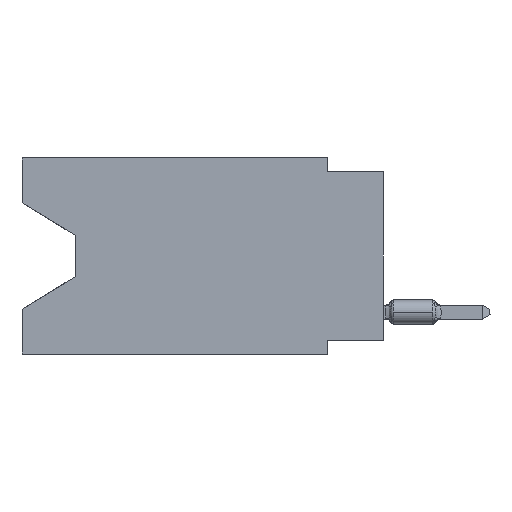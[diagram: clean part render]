
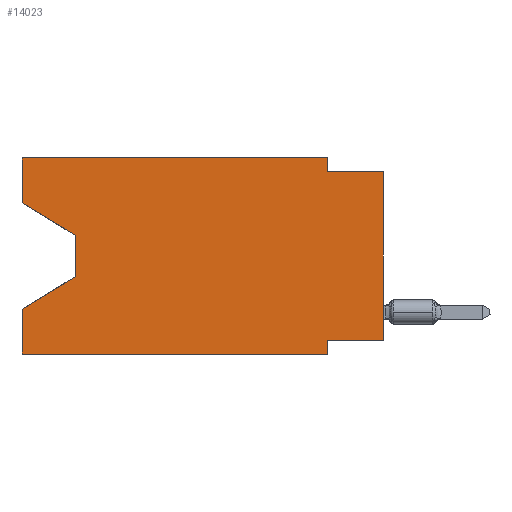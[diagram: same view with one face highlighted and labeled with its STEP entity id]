
A CAD part, left-side view. The second image highlights one B-rep face of the part: STEP entity #14023.
In plain terms, the highlighted planar face has unit normal (-1, 0, 0).
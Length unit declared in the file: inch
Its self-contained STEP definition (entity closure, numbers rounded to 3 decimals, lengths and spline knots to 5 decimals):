
#487 = LINE ( 'NONE', #3793, #13361 ) ;
#683 = CARTESIAN_POINT ( 'NONE',  ( 0., 0.645, -0.08025 ) ) ;
#826 = ORIENTED_EDGE ( 'NONE', *, *, #8295, .T. ) ;
#841 = CARTESIAN_POINT ( 'NONE',  ( 0., 0.1, -0.325 ) ) ;
#901 = ORIENTED_EDGE ( 'NONE', *, *, #6663, .F. ) ;
#914 = LINE ( 'NONE', #2615, #20563 ) ;
#1447 = DIRECTION ( 'NONE',  ( 0., -1., 0. ) ) ;
#1675 = LINE ( 'NONE', #12756, #13705 ) ;
#1703 = VECTOR ( 'NONE', #6834, 39.37008 ) ;
#1721 = ORIENTED_EDGE ( 'NONE', *, *, #19252, .F. ) ;
#2285 = EDGE_CURVE ( 'NONE', #18258, #16936, #9615, .T. ) ;
#2415 = VERTEX_POINT ( 'NONE', #18282 ) ;
#2615 = CARTESIAN_POINT ( 'NONE',  ( 0., 0.645, 0. ) ) ;
#2629 = ORIENTED_EDGE ( 'NONE', *, *, #5785, .F. ) ;
#2775 = CARTESIAN_POINT ( 'NONE',  ( 0., 0.1, 0. ) ) ;
#2899 = ORIENTED_EDGE ( 'NONE', *, *, #11585, .T. ) ;
#3144 = VECTOR ( 'NONE', #21235, 39.37008 ) ;
#3724 = CARTESIAN_POINT ( 'NONE',  ( 0., 0.55, -0.138 ) ) ;
#3745 = CARTESIAN_POINT ( 'NONE',  ( 0., 0.55, -0.138 ) ) ;
#3793 = CARTESIAN_POINT ( 'NONE',  ( 0., 0., -0.325 ) ) ;
#3836 = DIRECTION ( 'NONE',  ( 0., 0., -1. ) ) ;
#4092 = VECTOR ( 'NONE', #15302, 39.37008 ) ;
#4272 = CARTESIAN_POINT ( 'NONE',  ( 0., 0.645, -0.26975 ) ) ;
#4327 = EDGE_CURVE ( 'NONE', #10658, #16936, #11693, .T. ) ;
#4883 = EDGE_LOOP ( 'NONE', ( #2899, #15040, #826, #1721, #20724, #2629, #7936, #18710, #5004, #19201, #12257, #901 ) ) ;
#4963 = VECTOR ( 'NONE', #3836, 39.37008 ) ;
#5004 = ORIENTED_EDGE ( 'NONE', *, *, #2285, .F. ) ;
#5118 = CARTESIAN_POINT ( 'NONE',  ( 0., 0.645, -0.35 ) ) ;
#5413 = CARTESIAN_POINT ( 'NONE',  ( 0., 0.645, 0. ) ) ;
#5505 = EDGE_CURVE ( 'NONE', #2415, #7466, #8458, .T. ) ;
#5528 = DIRECTION ( 'NONE',  ( 0., 0., -1. ) ) ;
#5598 = VERTEX_POINT ( 'NONE', #841 ) ;
#5696 = VECTOR ( 'NONE', #15874, 39.37008 ) ;
#5785 = EDGE_CURVE ( 'NONE', #5598, #7466, #1675, .T. ) ;
#5813 = EDGE_CURVE ( 'NONE', #10658, #5598, #487, .T. ) ;
#6354 = AXIS2_PLACEMENT_3D ( 'NONE', #5413, #15523, #5528 ) ;
#6494 = VERTEX_POINT ( 'NONE', #10872 ) ;
#6514 = CARTESIAN_POINT ( 'NONE',  ( 0., 0.55, -0.212 ) ) ;
#6663 = EDGE_CURVE ( 'NONE', #13894, #7031, #20087, .T. ) ;
#6834 = DIRECTION ( 'NONE',  ( 0., -1., 0. ) ) ;
#6853 = LINE ( 'NONE', #3724, #4963 ) ;
#7031 = VERTEX_POINT ( 'NONE', #16588 ) ;
#7426 = VECTOR ( 'NONE', #1447, 39.37008 ) ;
#7466 = VERTEX_POINT ( 'NONE', #14865 ) ;
#7936 = ORIENTED_EDGE ( 'NONE', *, *, #5813, .F. ) ;
#8280 = VERTEX_POINT ( 'NONE', #4272 ) ;
#8295 = EDGE_CURVE ( 'NONE', #6494, #8280, #9963, .T. ) ;
#8458 = LINE ( 'NONE', #5118, #1703 ) ;
#8662 = DIRECTION ( 'NONE',  ( 0., 0., 1. ) ) ;
#8682 = VERTEX_POINT ( 'NONE', #16575 ) ;
#9053 = VECTOR ( 'NONE', #17200, 39.37008 ) ;
#9615 = LINE ( 'NONE', #16146, #7426 ) ;
#9963 = LINE ( 'NONE', #6514, #3144 ) ;
#10658 = VERTEX_POINT ( 'NONE', #16124 ) ;
#10872 = CARTESIAN_POINT ( 'NONE',  ( 0., 0.55, -0.212 ) ) ;
#11575 = CARTESIAN_POINT ( 'NONE',  ( 0., 0.645, -0.08025 ) ) ;
#11585 = EDGE_CURVE ( 'NONE', #13894, #12075, #13675, .T. ) ;
#11693 = LINE ( 'NONE', #12111, #12822 ) ;
#11993 = CARTESIAN_POINT ( 'NONE',  ( 0., 0.645, 0. ) ) ;
#12075 = VERTEX_POINT ( 'NONE', #3745 ) ;
#12111 = CARTESIAN_POINT ( 'NONE',  ( 0., 0., 0. ) ) ;
#12198 = FACE_OUTER_BOUND ( 'NONE', #4883, .T. ) ;
#12257 = ORIENTED_EDGE ( 'NONE', *, *, #20915, .F. ) ;
#12665 = CARTESIAN_POINT ( 'NONE',  ( 0., 0., -0.025 ) ) ;
#12756 = CARTESIAN_POINT ( 'NONE',  ( 0., 0.1, -0.35 ) ) ;
#12822 = VECTOR ( 'NONE', #8662, 39.37008 ) ;
#13361 = VECTOR ( 'NONE', #20138, 39.37008 ) ;
#13491 = PLANE ( 'NONE',  #6354 ) ;
#13675 = LINE ( 'NONE', #683, #9053 ) ;
#13705 = VECTOR ( 'NONE', #19610, 39.37008 ) ;
#13894 = VERTEX_POINT ( 'NONE', #11575 ) ;
#14023 = ADVANCED_FACE ( 'NONE', ( #12198 ), #13491, .F. ) ;
#14865 = CARTESIAN_POINT ( 'NONE',  ( 0., 0.1, -0.35 ) ) ;
#15033 = CARTESIAN_POINT ( 'NONE',  ( 0., 0.645, 0. ) ) ;
#15040 = ORIENTED_EDGE ( 'NONE', *, *, #15497, .T. ) ;
#15302 = DIRECTION ( 'NONE',  ( 0., 0., 1. ) ) ;
#15497 = EDGE_CURVE ( 'NONE', #12075, #6494, #6853, .T. ) ;
#15523 = DIRECTION ( 'NONE',  ( 1., 0., 0. ) ) ;
#15613 = DIRECTION ( 'NONE',  ( 0., -1., 0. ) ) ;
#15874 = DIRECTION ( 'NONE',  ( 0., 0., -1. ) ) ;
#16124 = CARTESIAN_POINT ( 'NONE',  ( 0., 0., -0.325 ) ) ;
#16146 = CARTESIAN_POINT ( 'NONE',  ( 0., 0., -0.025 ) ) ;
#16575 = CARTESIAN_POINT ( 'NONE',  ( 0., 0.1, 0. ) ) ;
#16588 = CARTESIAN_POINT ( 'NONE',  ( 0., 0.645, 0. ) ) ;
#16927 = EDGE_CURVE ( 'NONE', #8682, #18258, #21031, .T. ) ;
#16936 = VERTEX_POINT ( 'NONE', #12665 ) ;
#17200 = DIRECTION ( 'NONE',  ( 0., -0.855, -0.519 ) ) ;
#18258 = VERTEX_POINT ( 'NONE', #20479 ) ;
#18282 = CARTESIAN_POINT ( 'NONE',  ( 0., 0.645, -0.35 ) ) ;
#18710 = ORIENTED_EDGE ( 'NONE', *, *, #4327, .T. ) ;
#19201 = ORIENTED_EDGE ( 'NONE', *, *, #16927, .F. ) ;
#19252 = EDGE_CURVE ( 'NONE', #2415, #8280, #19939, .T. ) ;
#19610 = DIRECTION ( 'NONE',  ( 0., 0., -1. ) ) ;
#19665 = DIRECTION ( 'NONE',  ( 0., 0., 1. ) ) ;
#19939 = LINE ( 'NONE', #11993, #4092 ) ;
#20087 = LINE ( 'NONE', #15033, #20942 ) ;
#20138 = DIRECTION ( 'NONE',  ( 0., 1., 0. ) ) ;
#20479 = CARTESIAN_POINT ( 'NONE',  ( 0., 0.1, -0.025 ) ) ;
#20563 = VECTOR ( 'NONE', #15613, 39.37008 ) ;
#20724 = ORIENTED_EDGE ( 'NONE', *, *, #5505, .T. ) ;
#20915 = EDGE_CURVE ( 'NONE', #7031, #8682, #914, .T. ) ;
#20942 = VECTOR ( 'NONE', #19665, 39.37008 ) ;
#21031 = LINE ( 'NONE', #2775, #5696 ) ;
#21235 = DIRECTION ( 'NONE',  ( 0., 0.855, -0.519 ) ) ;
